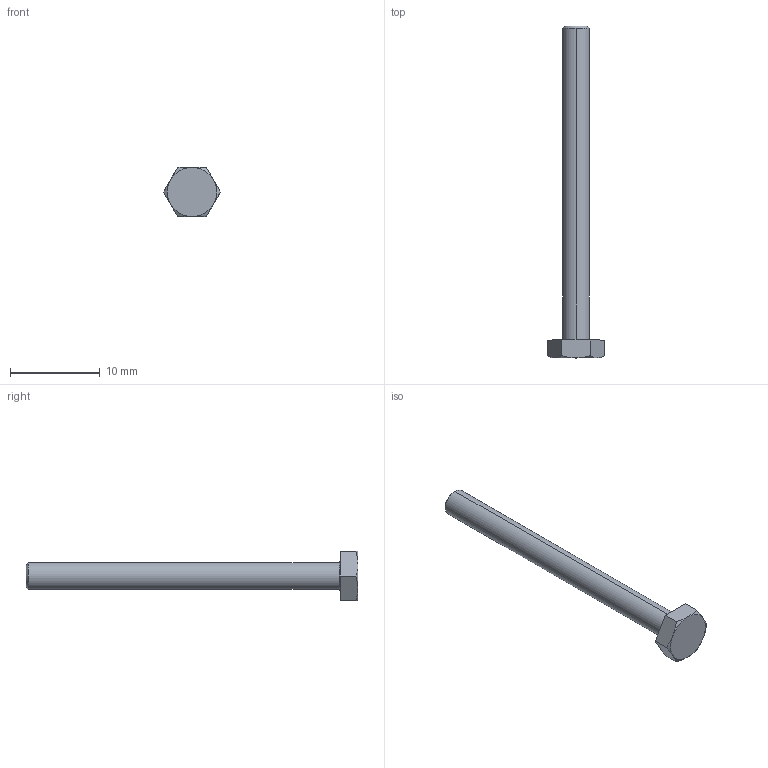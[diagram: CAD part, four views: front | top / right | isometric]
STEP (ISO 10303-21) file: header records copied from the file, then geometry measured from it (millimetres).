
FILE_DESCRIPTION (( 'STEP AP214' ), '1' );
FILE_NAME ('REV-41-1125.STEP', '2020-07-07T19:56:13', ( '' ), ( '' ), 'SwSTEP 2.0', 'SolidWorks 2019', '' );
FILE_SCHEMA (( 'AUTOMOTIVE_DESIGN' ));
Length unit declared in the file: millimetre
Products named in the file (1): REV-41-1125
Bounding box: 6.35 x 37 x 5.5 mm (x, y, z)
Volume: 299.4 mm3; surface area: 417.3 mm2
Topology: 1 solids, 1 shells, 21 faces, 50 edges, 32 vertices
Faces by surface type: plane 9, cone 8, torus 2, cylinder 2
Entity records: 678 total; most frequent: CARTESIAN_POINT 164, ORIENTED_EDGE 100, DIRECTION 98, EDGE_CURVE 50, AXIS2_PLACEMENT_3D 38, VERTEX_POINT 32, LINE 22, EDGE_LOOP 22
